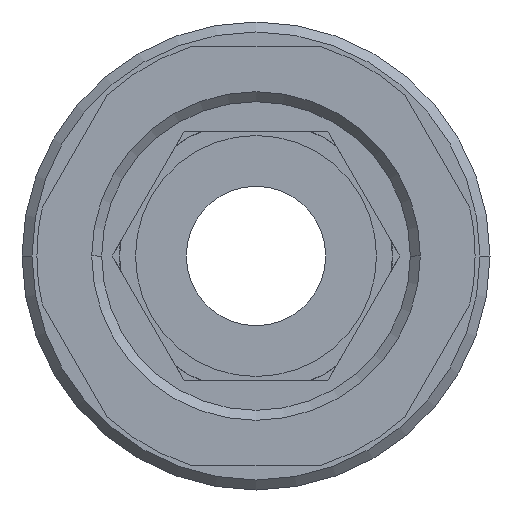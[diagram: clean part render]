
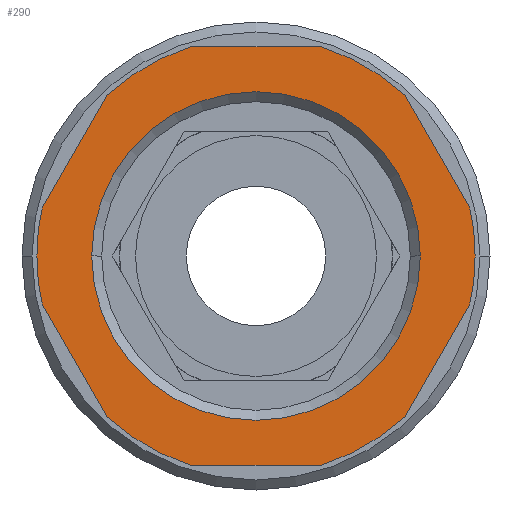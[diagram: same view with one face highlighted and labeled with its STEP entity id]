
A CAD part, front view. The second image highlights one B-rep face of the part: STEP entity #290.
In plain terms, the highlighted planar face has unit normal (0, -1, 0).
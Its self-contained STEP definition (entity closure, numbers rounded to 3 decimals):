
#290=ADVANCED_FACE('',(#637,#638),#639,.T.);
#637=FACE_BOUND('',#1042,.T.);
#638=FACE_OUTER_BOUND('',#1043,.T.);
#639=PLANE('',#1044);
#1042=EDGE_LOOP('',(#1781,#1782));
#1043=EDGE_LOOP('',(#1783,#1784,#1785,#1786,#1787,#1788,#1789,#1790,#1791,#1792,#1793,#1794,#1795,#1796));
#1044=AXIS2_PLACEMENT_3D('',#1797,#1798,#1799);
#1781=ORIENTED_EDGE('',*,*,#2579,.T.);
#1782=ORIENTED_EDGE('',*,*,#2580,.T.);
#1783=ORIENTED_EDGE('',*,*,#2501,.T.);
#1784=ORIENTED_EDGE('',*,*,#2401,.F.);
#1785=ORIENTED_EDGE('',*,*,#2581,.T.);
#1786=ORIENTED_EDGE('',*,*,#2396,.F.);
#1787=ORIENTED_EDGE('',*,*,#2386,.T.);
#1788=ORIENTED_EDGE('',*,*,#2307,.F.);
#1789=ORIENTED_EDGE('',*,*,#2392,.F.);
#1790=ORIENTED_EDGE('',*,*,#2409,.T.);
#1791=ORIENTED_EDGE('',*,*,#2582,.F.);
#1792=ORIENTED_EDGE('',*,*,#2583,.T.);
#1793=ORIENTED_EDGE('',*,*,#2584,.F.);
#1794=ORIENTED_EDGE('',*,*,#2368,.T.);
#1795=ORIENTED_EDGE('',*,*,#2585,.F.);
#1796=ORIENTED_EDGE('',*,*,#2586,.F.);
#1797=CARTESIAN_POINT('',(5.5,0.0,0.0));
#1798=DIRECTION('',(-0.0,-1.0,-0.0));
#1799=DIRECTION('',(-1.0,0.0,0.0));
#2307=EDGE_CURVE('',#2719,#2722,#2723,.T.);
#2368=EDGE_CURVE('',#2826,#2823,#2827,.T.);
#2386=EDGE_CURVE('',#2854,#2722,#2855,.T.);
#2392=EDGE_CURVE('',#2862,#2719,#2864,.T.);
#2396=EDGE_CURVE('',#2854,#2866,#2870,.T.);
#2401=EDGE_CURVE('',#2877,#2872,#2879,.T.);
#2409=EDGE_CURVE('',#2862,#2890,#2893,.T.);
#2501=EDGE_CURVE('',#3033,#2872,#3034,.T.);
#2579=EDGE_CURVE('',#3131,#3132,#3133,.T.);
#2580=EDGE_CURVE('',#3132,#3131,#3134,.T.);
#2581=EDGE_CURVE('',#2877,#2866,#3135,.T.);
#2582=EDGE_CURVE('',#3136,#2890,#3137,.T.);
#2583=EDGE_CURVE('',#3136,#3138,#3139,.T.);
#2584=EDGE_CURVE('',#2826,#3138,#3140,.T.);
#2585=EDGE_CURVE('',#3141,#2823,#3142,.T.);
#2586=EDGE_CURVE('',#3033,#3141,#3143,.T.);
#2719=VERTEX_POINT('',#3303);
#2722=VERTEX_POINT('',#3307);
#2723=CIRCLE('',#3308,11.0);
#2823=VERTEX_POINT('',#3483);
#2826=VERTEX_POINT('',#3487);
#2827=LINE('',#3488,#3489);
#2854=VERTEX_POINT('',#3535);
#2855=LINE('',#3536,#3537);
#2862=VERTEX_POINT('',#3546);
#2864=CIRCLE('',#3549,11.0);
#2866=VERTEX_POINT('',#3551);
#2870=CIRCLE('',#3556,11.0);
#2872=VERTEX_POINT('',#3558);
#2877=VERTEX_POINT('',#3564);
#2879=CIRCLE('',#3567,11.0);
#2890=VERTEX_POINT('',#3580);
#2893=LINE('',#3584,#3585);
#3033=VERTEX_POINT('',#3840);
#3034=LINE('',#3841,#3842);
#3131=VERTEX_POINT('',#4024);
#3132=VERTEX_POINT('',#4025);
#3133=CIRCLE('',#4026,8.25);
#3134=CIRCLE('',#4027,8.25);
#3135=LINE('',#4028,#4029);
#3136=VERTEX_POINT('',#4030);
#3137=CIRCLE('',#4031,11.0);
#3138=VERTEX_POINT('',#4032);
#3139=LINE('',#4033,#4034);
#3140=CIRCLE('',#4035,11.0);
#3141=VERTEX_POINT('',#4036);
#3142=CIRCLE('',#4037,11.0);
#3143=CIRCLE('',#4038,11.0);
#3303=CARTESIAN_POINT('',(11.0,0.0,0.));
#3307=CARTESIAN_POINT('',(10.733,0.0,-2.411));
#3308=AXIS2_PLACEMENT_3D('',#4245,#4246,#4247);
#3483=CARTESIAN_POINT('',(-10.733,0.0,2.411));
#3487=CARTESIAN_POINT('',(-7.454,0.0,8.089));
#3488=CARTESIAN_POINT('',(-8.406,0.0,6.441));
#3489=VECTOR('',#4332,1.0);
#3535=CARTESIAN_POINT('',(7.454,0.0,-8.089));
#3536=CARTESIAN_POINT('',(9.781,0.0,-4.059));
#3537=VECTOR('',#4353,1.0);
#3546=CARTESIAN_POINT('',(10.733,0.0,2.411));
#3549=AXIS2_PLACEMENT_3D('',#4360,#4361,#4362);
#3551=CARTESIAN_POINT('',(3.279,0.0,-10.5));
#3556=AXIS2_PLACEMENT_3D('',#4367,#4368,#4369);
#3558=CARTESIAN_POINT('',(-7.454,0.0,-8.089));
#3564=CARTESIAN_POINT('',(-3.279,0.0,-10.5));
#3567=AXIS2_PLACEMENT_3D('',#4375,#4376,#4377);
#3580=CARTESIAN_POINT('',(7.454,0.0,8.089));
#3584=CARTESIAN_POINT('',(9.781,0.0,4.059));
#3585=VECTOR('',#4387,1.0);
#3840=CARTESIAN_POINT('',(-10.733,0.0,-2.411));
#3841=CARTESIAN_POINT('',(-8.406,0.0,-6.441));
#3842=VECTOR('',#4517,1.0);
#4024=CARTESIAN_POINT('',(-8.25,0.0,0.));
#4025=CARTESIAN_POINT('',(8.25,0.0,0.));
#4026=AXIS2_PLACEMENT_3D('',#4624,#4625,#4626);
#4027=AXIS2_PLACEMENT_3D('',#4627,#4628,#4629);
#4028=CARTESIAN_POINT('',(2.75,0.0,-10.5));
#4029=VECTOR('',#4630,1.0);
#4030=CARTESIAN_POINT('',(3.279,0.0,10.5));
#4031=AXIS2_PLACEMENT_3D('',#4631,#4632,#4633);
#4032=CARTESIAN_POINT('',(-3.279,0.0,10.5));
#4033=CARTESIAN_POINT('',(2.75,0.0,10.5));
#4034=VECTOR('',#4634,1.0);
#4035=AXIS2_PLACEMENT_3D('',#4635,#4636,#4637);
#4036=CARTESIAN_POINT('',(-11.0,0.0,0.));
#4037=AXIS2_PLACEMENT_3D('',#4638,#4639,#4640);
#4038=AXIS2_PLACEMENT_3D('',#4641,#4642,#4643);
#4245=CARTESIAN_POINT('',(0.0,0.0,0.0));
#4246=DIRECTION('',(-0.0,1.0,0.0));
#4247=DIRECTION('',(1.0,0.0,0.0));
#4332=DIRECTION('',(-0.5,0.0,-0.866));
#4353=DIRECTION('',(0.5,-0.0,0.866));
#4360=CARTESIAN_POINT('',(0.0,0.0,0.0));
#4361=DIRECTION('',(-0.0,1.0,0.0));
#4362=DIRECTION('',(1.0,0.0,0.0));
#4367=CARTESIAN_POINT('',(0.0,0.0,0.0));
#4368=DIRECTION('',(-0.0,1.0,0.0));
#4369=DIRECTION('',(1.0,0.0,0.0));
#4375=CARTESIAN_POINT('',(0.0,0.0,0.0));
#4376=DIRECTION('',(-0.0,1.0,0.0));
#4377=DIRECTION('',(1.0,0.0,0.0));
#4387=DIRECTION('',(-0.5,0.0,0.866));
#4517=DIRECTION('',(0.5,0.0,-0.866));
#4624=CARTESIAN_POINT('',(0.0,0.0,0.0));
#4625=DIRECTION('',(-0.0,1.0,0.0));
#4626=DIRECTION('',(1.0,0.0,0.0));
#4627=CARTESIAN_POINT('',(0.0,0.0,0.0));
#4628=DIRECTION('',(-0.0,1.0,0.0));
#4629=DIRECTION('',(1.0,0.0,0.0));
#4630=DIRECTION('',(1.0,-0.0,0.0));
#4631=CARTESIAN_POINT('',(0.0,0.0,0.0));
#4632=DIRECTION('',(-0.0,1.0,0.0));
#4633=DIRECTION('',(1.0,0.0,0.0));
#4634=DIRECTION('',(-1.0,0.0,0.));
#4635=CARTESIAN_POINT('',(0.0,0.0,0.0));
#4636=DIRECTION('',(-0.0,1.0,0.0));
#4637=DIRECTION('',(1.0,0.0,0.0));
#4638=CARTESIAN_POINT('',(0.0,0.0,0.0));
#4639=DIRECTION('',(-0.0,1.0,0.0));
#4640=DIRECTION('',(1.0,0.0,0.0));
#4641=CARTESIAN_POINT('',(0.0,0.0,0.0));
#4642=DIRECTION('',(-0.0,1.0,0.0));
#4643=DIRECTION('',(1.0,0.0,0.0));
